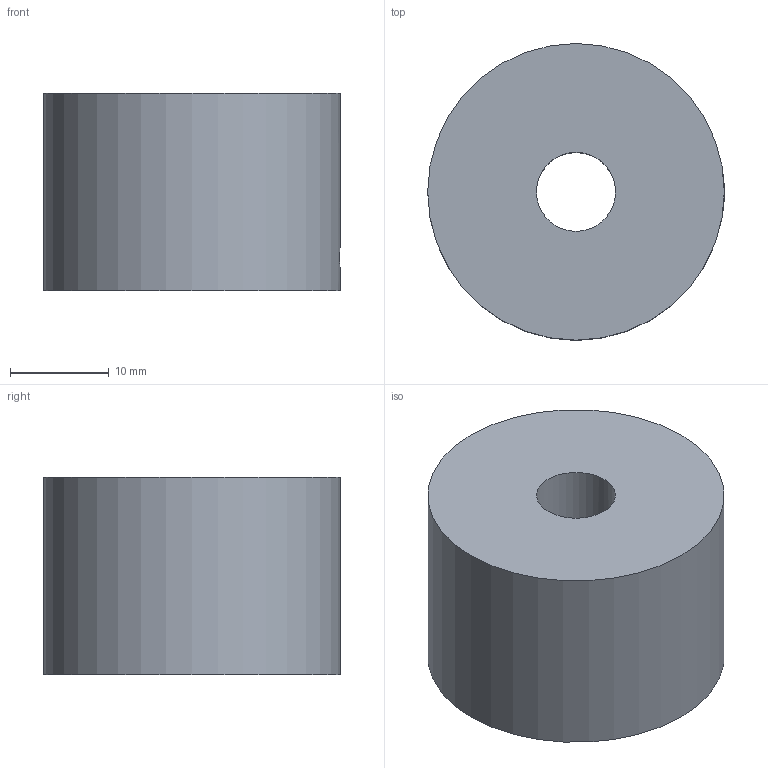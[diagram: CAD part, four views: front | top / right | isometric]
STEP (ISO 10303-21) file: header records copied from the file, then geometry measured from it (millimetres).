
FILE_DESCRIPTION(/* description */ (''),/* implementation_level */ '2;1');
FILE_NAME(/* name */ 'galetAD v1.step',/* time_stamp */ '2022-05-07T10:38:43+01:00',/* author */ (''),/* organization */ (''),/* preprocessor_version */ 'ST-DEVELOPER v18.1',/* originating_system */ 'Autodesk Translation Framework v10.14.0.1471',/* authorisation */ '');
FILE_SCHEMA (('AUTOMOTIVE_DESIGN { 1 0 10303 214 3 1 1 }'));
Length unit declared in the file: millimetre
Products named in the file (1): galetAD
Bounding box: 30 x 30 x 20 mm (x, y, z)
Volume: 13065.8 mm3; surface area: 3847.7 mm2
Topology: 1 solids, 1 shells, 57 faces, 167 edges, 112 vertices
Faces by surface type: cylinder 49, bspline 4, plane 4
Full cylindrical faces by diameter (mm): 2.529 x8, 3.086 x13, 8 x1, 30 x1
Entity records: 4425 total; most frequent: CARTESIAN_POINT 3100, ORIENTED_EDGE 334, EDGE_CURVE 167, DIRECTION 165, B_SPLINE_CURVE_WITH_KNOTS 114, VERTEX_POINT 112, EDGE_LOOP 61, AXIS2_PLACEMENT_3D 58
